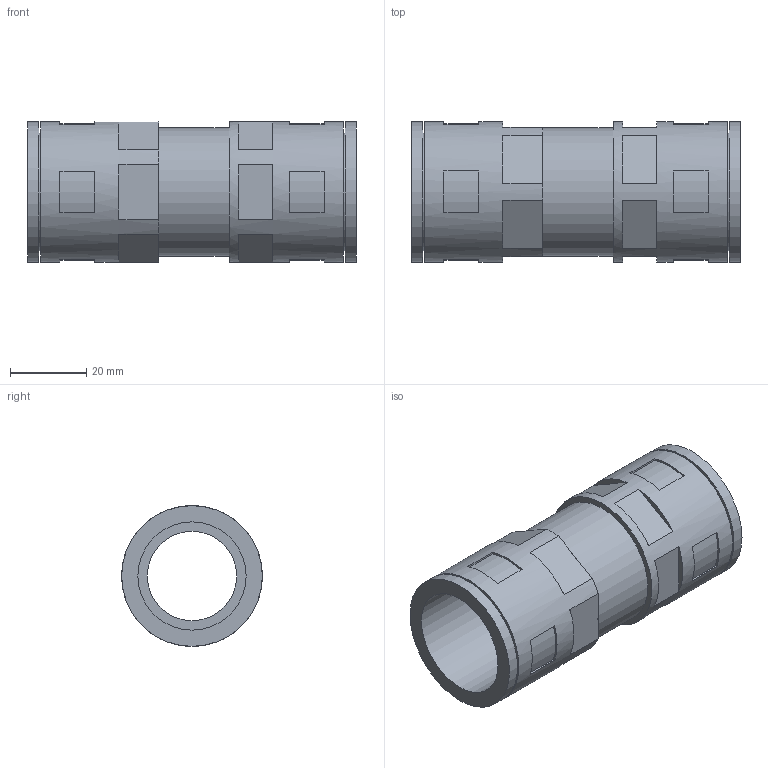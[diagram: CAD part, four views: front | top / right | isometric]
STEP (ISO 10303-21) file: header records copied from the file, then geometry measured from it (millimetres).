
FILE_DESCRIPTION( ( 'STEP AP203' ), '1' );
FILE_NAME( 'FLEXA RQK-PA 5602.028.028.stp', '2020-03-24T09:33:18', ( 'License CC BY-ND 4.0' ), ( 'CADENAS' ), ' ', 'PARTsolutions', ' ' );
FILE_SCHEMA( ( 'CONFIG_CONTROL_DESIGN' ) );
Length unit declared in the file: millimetre
Products named in the file (1): _FLEXA RQK-PA 5602.028.028
Bounding box: 86.5 x 37 x 37 mm (x, y, z)
Volume: 37792.4 mm3; surface area: 20374.7 mm2
Topology: 1 solids, 1 shells, 90 faces, 204 edges, 136 vertices
Faces by surface type: plane 72, cylinder 18
Full cylindrical faces by diameter (mm): 23.5 x1, 28.5 x2, 31 x2, 33.9 x1, 37 x4
Entity records: 2486 total; most frequent: DIRECTION 444, CARTESIAN_POINT 409, ORIENTED_EDGE 374, EDGE_CURVE 187, AXIS2_PLACEMENT_3D 166, VERTEX_POINT 131, EDGE_LOOP 124, LINE 112
